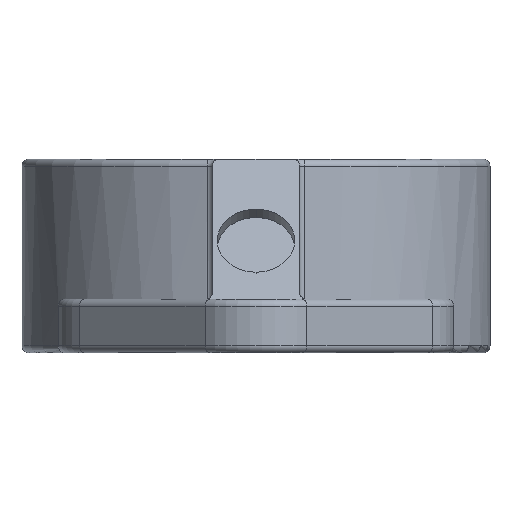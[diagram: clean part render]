
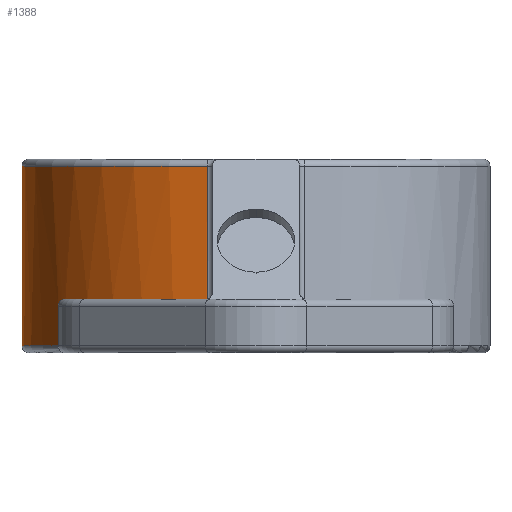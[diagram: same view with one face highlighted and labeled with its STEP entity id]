
A CAD part, front view. The second image highlights one B-rep face of the part: STEP entity #1388.
In plain terms, the highlighted cylindrical face has radius 41.3 mm (diameter 82.6 mm), a partial arc.
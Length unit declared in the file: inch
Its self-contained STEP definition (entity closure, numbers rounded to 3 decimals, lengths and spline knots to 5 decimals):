
#4 = AXIS2_PLACEMENT_3D ( 'NONE', #324, #1447, #199 ) ;
#16 = ORIENTED_EDGE ( 'NONE', *, *, #1267, .T. ) ;
#23 = CARTESIAN_POINT ( 'NONE',  ( -1.62598, 0., -0.62323 ) ) ;
#45 = EDGE_LOOP ( 'NONE', ( #1731, #1276, #1670, #1748, #295, #1779, #136, #16 ) ) ;
#49 = CARTESIAN_POINT ( 'NONE',  ( -1.37402, -0.86943, -0.34921 ) ) ;
#76 = VECTOR ( 'NONE', #1273, 39.37008 ) ;
#120 = EDGE_CURVE ( 'NONE', #310, #302, #635, .T. ) ;
#132 = DIRECTION ( 'NONE',  ( 0., 0., -1. ) ) ;
#136 = ORIENTED_EDGE ( 'NONE', *, *, #190, .T. ) ;
#144 = CARTESIAN_POINT ( 'NONE',  ( -1.37101, -0.87417, -0.3316 ) ) ;
#179 = CARTESIAN_POINT ( 'NONE',  ( -1.32943, -0.93623, -0.29921 ) ) ;
#190 = EDGE_CURVE ( 'NONE', #1345, #1756, #1302, .T. ) ;
#199 = DIRECTION ( 'NONE',  ( 1., 0., 0. ) ) ;
#231 = CYLINDRICAL_SURFACE ( 'NONE', #1592, 1.62598 ) ;
#255 = CARTESIAN_POINT ( 'NONE',  ( 0., 0., -0.29921 ) ) ;
#264 = CARTESIAN_POINT ( 'NONE',  ( -1.37402, -0.86943, -0.34448 ) ) ;
#272 = CARTESIAN_POINT ( 'NONE',  ( -1.35008, -0.9062, -0.30613 ) ) ;
#295 = ORIENTED_EDGE ( 'NONE', *, *, #823, .T. ) ;
#297 = EDGE_CURVE ( 'NONE', #1123, #795, #1723, .T. ) ;
#302 = VERTEX_POINT ( 'NONE', #1303 ) ;
#310 = VERTEX_POINT ( 'NONE', #49 ) ;
#324 = CARTESIAN_POINT ( 'NONE',  ( 0., 0., 0.62323 ) ) ;
#382 = CARTESIAN_POINT ( 'NONE',  ( 0., 0., -0.62323 ) ) ;
#391 = DIRECTION ( 'NONE',  ( 1., 0., 0. ) ) ;
#416 = CIRCLE ( 'NONE', #1312, 1.62598 ) ;
#438 = LINE ( 'NONE', #1557, #634 ) ;
#448 = CARTESIAN_POINT ( 'NONE',  ( -0.35, -1.58787, -0.29921 ) ) ;
#468 = CARTESIAN_POINT ( 'NONE',  ( -0.33956, -1.59013, -0.29811 ) ) ;
#475 = CARTESIAN_POINT ( 'NONE',  ( 0., 0., 0.67323 ) ) ;
#634 = VECTOR ( 'NONE', #710, 39.37008 ) ;
#635 = LINE ( 'NONE', #1709, #76 ) ;
#710 = DIRECTION ( 'NONE',  ( 0., 0., 1. ) ) ;
#713 = B_SPLINE_CURVE_WITH_KNOTS ( 'NONE', 3,
 ( #1500, #264, #1521, #144, #1664, #824, #1797, #965, #1108, #272, #730, #1004, #179, #1569 ),
 .UNSPECIFIED., .F., .F.,
 ( 4, 2, 2, 2, 2, 2, 4 ),
 ( 0., 0.00036, 0.00071, 0.00107, 0.00142, 0.00213, 0.00284 ),
 .UNSPECIFIED. ) ;
#730 = CARTESIAN_POINT ( 'NONE',  ( -1.34502, -0.91369, -0.30351 ) ) ;
#783 = VECTOR ( 'NONE', #132, 39.37008 ) ;
#795 = VERTEX_POINT ( 'NONE', #801 ) ;
#801 = CARTESIAN_POINT ( 'NONE',  ( -1.62598, 0., 0.62323 ) ) ;
#823 = EDGE_CURVE ( 'NONE', #310, #864, #713, .T. ) ;
#824 = CARTESIAN_POINT ( 'NONE',  ( -1.36577, -0.88233, -0.32146 ) ) ;
#864 = VERTEX_POINT ( 'NONE', #1011 ) ;
#889 = EDGE_CURVE ( 'NONE', #795, #1271, #1615, .T. ) ;
#913 = CARTESIAN_POINT ( 'NONE',  ( -0.34648, -1.58864, -0.29921 ) ) ;
#950 = CARTESIAN_POINT ( 'NONE',  ( -0.33956, -1.59013, -0.29811 ) ) ;
#961 = CARTESIAN_POINT ( 'NONE',  ( -1.62598, 0., 0.67323 ) ) ;
#965 = CARTESIAN_POINT ( 'NONE',  ( -1.35939, -0.89213, -0.31372 ) ) ;
#982 = EDGE_CURVE ( 'NONE', #1271, #302, #1645, .T. ) ;
#1004 = CARTESIAN_POINT ( 'NONE',  ( -1.33471, -0.92868, -0.30007 ) ) ;
#1011 = CARTESIAN_POINT ( 'NONE',  ( -1.32402, -0.94383, -0.29921 ) ) ;
#1046 = DIRECTION ( 'NONE',  ( -1., 0., 0. ) ) ;
#1088 = DIRECTION ( 'NONE',  ( 0., 0., 1. ) ) ;
#1096 = DIRECTION ( 'NONE',  ( -1., 0., 0. ) ) ;
#1104 = EDGE_CURVE ( 'NONE', #1345, #864, #416, .T. ) ;
#1108 = CARTESIAN_POINT ( 'NONE',  ( -1.35712, -0.89558, -0.31162 ) ) ;
#1123 = VERTEX_POINT ( 'NONE', #1526 ) ;
#1267 = EDGE_CURVE ( 'NONE', #1756, #1123, #438, .T. ) ;
#1271 = VERTEX_POINT ( 'NONE', #23 ) ;
#1273 = DIRECTION ( 'NONE',  ( 0., 0., -1. ) ) ;
#1276 = ORIENTED_EDGE ( 'NONE', *, *, #889, .T. ) ;
#1302 = B_SPLINE_CURVE_WITH_KNOTS ( 'NONE', 3,
 ( #448, #913, #1588, #468 ),
 .UNSPECIFIED., .F., .F.,
 ( 4, 4 ),
 ( 0., 0.00027 ),
 .UNSPECIFIED. ) ;
#1303 = CARTESIAN_POINT ( 'NONE',  ( -1.37402, -0.86943, -0.62323 ) ) ;
#1312 = AXIS2_PLACEMENT_3D ( 'NONE', #255, #1787, #1096 ) ;
#1336 = DIRECTION ( 'NONE',  ( 0., 0., -1. ) ) ;
#1345 = VERTEX_POINT ( 'NONE', #1605 ) ;
#1351 = AXIS2_PLACEMENT_3D ( 'NONE', #382, #1088, #391 ) ;
#1388 = ADVANCED_FACE ( 'NONE', ( #1579 ), #231, .T. ) ;
#1447 = DIRECTION ( 'NONE',  ( 0., 0., -1. ) ) ;
#1500 = CARTESIAN_POINT ( 'NONE',  ( -1.37402, -0.86943, -0.34921 ) ) ;
#1521 = CARTESIAN_POINT ( 'NONE',  ( -1.37332, -0.87053, -0.33986 ) ) ;
#1526 = CARTESIAN_POINT ( 'NONE',  ( -0.33956, -1.59013, 0.62323 ) ) ;
#1557 = CARTESIAN_POINT ( 'NONE',  ( -0.33956, -1.59013, 0.67323 ) ) ;
#1569 = CARTESIAN_POINT ( 'NONE',  ( -1.32402, -0.94383, -0.29921 ) ) ;
#1579 = FACE_OUTER_BOUND ( 'NONE', #45, .T. ) ;
#1588 = CARTESIAN_POINT ( 'NONE',  ( -0.343, -1.5894, -0.29885 ) ) ;
#1592 = AXIS2_PLACEMENT_3D ( 'NONE', #475, #1336, #1046 ) ;
#1605 = CARTESIAN_POINT ( 'NONE',  ( -0.35, -1.58787, -0.29921 ) ) ;
#1615 = LINE ( 'NONE', #961, #783 ) ;
#1645 = CIRCLE ( 'NONE', #1351, 1.62598 ) ;
#1664 = CARTESIAN_POINT ( 'NONE',  ( -1.36939, -0.8767, -0.32789 ) ) ;
#1670 = ORIENTED_EDGE ( 'NONE', *, *, #982, .T. ) ;
#1709 = CARTESIAN_POINT ( 'NONE',  ( -1.37402, -0.86943, 0.67323 ) ) ;
#1723 = CIRCLE ( 'NONE', #4, 1.62598 ) ;
#1731 = ORIENTED_EDGE ( 'NONE', *, *, #297, .T. ) ;
#1748 = ORIENTED_EDGE ( 'NONE', *, *, #120, .F. ) ;
#1756 = VERTEX_POINT ( 'NONE', #950 ) ;
#1779 = ORIENTED_EDGE ( 'NONE', *, *, #1104, .F. ) ;
#1787 = DIRECTION ( 'NONE',  ( 0., 0., -1. ) ) ;
#1797 = CARTESIAN_POINT ( 'NONE',  ( -1.36372, -0.8855, -0.31865 ) ) ;
